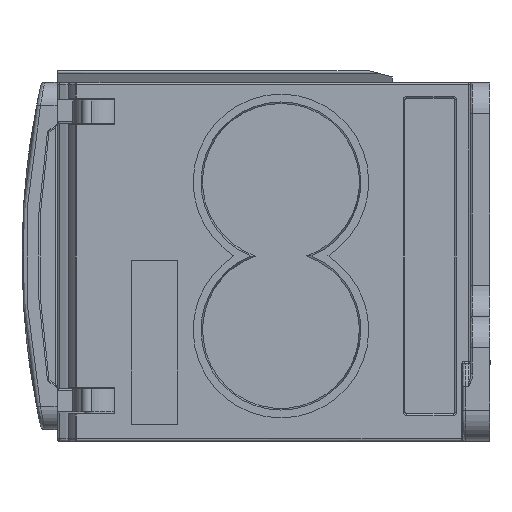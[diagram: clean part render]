
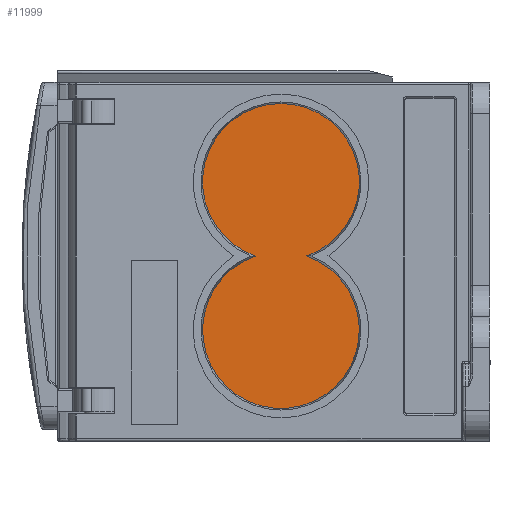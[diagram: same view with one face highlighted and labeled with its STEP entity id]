
A CAD part, left-side view. The second image highlights one B-rep face of the part: STEP entity #11999.
In plain terms, the highlighted planar face has unit normal (-1, 0, 0).
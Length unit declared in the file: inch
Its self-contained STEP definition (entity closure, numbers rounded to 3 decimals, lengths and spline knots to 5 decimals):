
#202 = CARTESIAN_POINT ( 'NONE',  ( -1.68373, 0.8189, 0.97802 ) ) ;
#994 = CIRCLE ( 'NONE', #2559, 0.39567 ) ;
#2559 = AXIS2_PLACEMENT_3D ( 'NONE', #23619, #21416, #10505 ) ;
#4262 = ORIENTED_EDGE ( 'NONE', *, *, #21203, .T. ) ;
#5025 = EDGE_LOOP ( 'NONE', ( #8730, #12168, #4262 ) ) ;
#5681 = CIRCLE ( 'NONE', #12280, 0.39567 ) ;
#5798 = DIRECTION ( 'NONE',  ( -1., 0., 0. ) ) ;
#6518 = DIRECTION ( 'NONE',  ( 0., 0., 1. ) ) ;
#7557 = CARTESIAN_POINT ( 'NONE',  ( -1.68373, 0.948, 0.604 ) ) ;
#8235 = VERTEX_POINT ( 'NONE', #15125 ) ;
#8275 = VERTEX_POINT ( 'NONE', #7557 ) ;
#8730 = ORIENTED_EDGE ( 'NONE', *, *, #15221, .T. ) ;
#9388 = DIRECTION ( 'NONE',  ( -1., 0., 0. ) ) ;
#10151 = DIRECTION ( 'NONE',  ( -1., 0., 0. ) ) ;
#10237 = AXIS2_PLACEMENT_3D ( 'NONE', #20901, #9388, #14762 ) ;
#10505 = DIRECTION ( 'NONE',  ( 0., 0., 1. ) ) ;
#11402 = DIRECTION ( 'NONE',  ( 0., 0., 1. ) ) ;
#11999 = ADVANCED_FACE ( 'NONE', ( #12924 ), #17090, .T. ) ;
#12168 = ORIENTED_EDGE ( 'NONE', *, *, #21093, .T. ) ;
#12280 = AXIS2_PLACEMENT_3D ( 'NONE', #19806, #10151, #6518 ) ;
#12924 = FACE_OUTER_BOUND ( 'NONE', #5025, .T. ) ;
#14762 = DIRECTION ( 'NONE',  ( 0., 0., 1. ) ) ;
#15125 = CARTESIAN_POINT ( 'NONE',  ( -1.68373, 0.8189, 1.37369 ) ) ;
#15221 = EDGE_CURVE ( 'NONE', #23730, #8235, #24036, .T. ) ;
#15240 = CARTESIAN_POINT ( 'NONE',  ( -1.68373, 0.6898, 0.604 ) ) ;
#17090 = PLANE ( 'NONE',  #10237 ) ;
#19806 = CARTESIAN_POINT ( 'NONE',  ( -1.68373, 0.8189, 0.97802 ) ) ;
#20901 = CARTESIAN_POINT ( 'NONE',  ( -1.68373, 0., -0.33103 ) ) ;
#21093 = EDGE_CURVE ( 'NONE', #8235, #8275, #5681, .T. ) ;
#21203 = EDGE_CURVE ( 'NONE', #8275, #23730, #994, .T. ) ;
#21416 = DIRECTION ( 'NONE',  ( -1., 0., 0. ) ) ;
#22876 = AXIS2_PLACEMENT_3D ( 'NONE', #202, #5798, #11402 ) ;
#23619 = CARTESIAN_POINT ( 'NONE',  ( -1.68373, 0.8189, 0.22999 ) ) ;
#23730 = VERTEX_POINT ( 'NONE', #15240 ) ;
#24036 = CIRCLE ( 'NONE', #22876, 0.39567 ) ;
